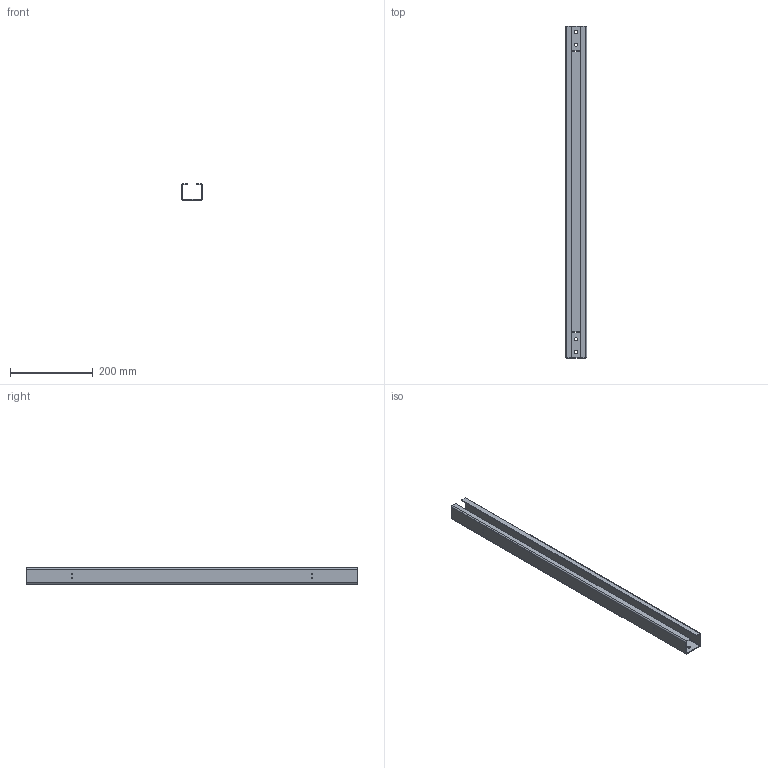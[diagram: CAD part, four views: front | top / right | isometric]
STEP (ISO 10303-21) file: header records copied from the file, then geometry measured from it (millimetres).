
FILE_DESCRIPTION (( 'STEP AP203' ), '1' );
FILE_NAME ('Weather Shield Mounth Design Bottom Part 2.STEP', '2020-07-28T15:39:30', ( 'USER' ), ( '' ), 'SwSTEP 2.0', 'SolidWorks 2012', '' );
FILE_SCHEMA (( 'CONFIG_CONTROL_DESIGN' ));
Length unit declared in the file: millimetre
Products named in the file (1): Weather Shield Mounth Design Bottom Part 2
Bounding box: 51 x 800 x 39 mm (x, y, z)
Volume: 235297.5 mm3; surface area: 239664.2 mm2
Topology: 1 solids, 1 shells, 62 faces, 148 edges, 88 vertices
Faces by surface type: plane 38, cylinder 24
Entity records: 1881 total; most frequent: DIRECTION 322, CARTESIAN_POINT 299, ORIENTED_EDGE 296, EDGE_CURVE 148, AXIS2_PLACEMENT_3D 111, LINE 100, VECTOR 100, VERTEX_POINT 88
